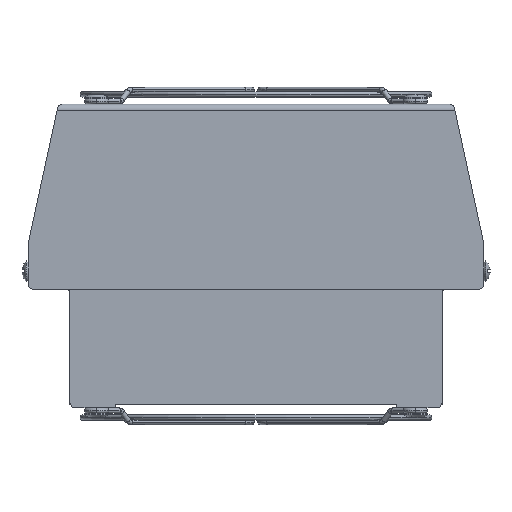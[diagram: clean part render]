
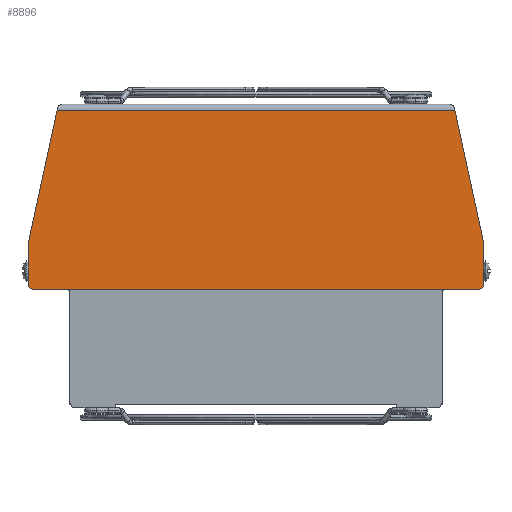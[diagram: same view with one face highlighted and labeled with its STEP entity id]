
A CAD part, left-side view. The second image highlights one B-rep face of the part: STEP entity #8896.
In plain terms, the highlighted planar face has unit normal (-1, 0, 0).
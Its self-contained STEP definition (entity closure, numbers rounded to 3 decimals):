
#3 = ORIENTED_EDGE ( 'NONE', *, *, #6177, .T. ) ;
#94 = CARTESIAN_POINT ( 'NONE',  ( -65., -74., -59. ) ) ;
#101 = FACE_OUTER_BOUND ( 'NONE', #9606, .T. ) ;
#352 = EDGE_CURVE ( 'NONE', #3407, #3560, #1605, .T. ) ;
#401 = DIRECTION ( 'NONE',  ( 0., 1., 0. ) ) ;
#405 = VERTEX_POINT ( 'NONE', #4815 ) ;
#424 = LINE ( 'NONE', #4219, #3827 ) ;
#632 = AXIS2_PLACEMENT_3D ( 'NONE', #1200, #7107, #6454 ) ;
#671 = DIRECTION ( 'NONE',  ( 0., -1., 0. ) ) ;
#735 = AXIS2_PLACEMENT_3D ( 'NONE', #94, #7652, #7581 ) ;
#916 = VERTEX_POINT ( 'NONE', #9394 ) ;
#1024 = CARTESIAN_POINT ( 'NONE',  ( -65., 73., -59. ) ) ;
#1050 = EDGE_CURVE ( 'NONE', #4935, #7443, #424, .T. ) ;
#1085 = LINE ( 'NONE', #8855, #2478 ) ;
#1200 = CARTESIAN_POINT ( 'NONE',  ( -65., -73., -46.215 ) ) ;
#1605 = LINE ( 'NONE', #6629, #2076 ) ;
#1655 = CIRCLE ( 'NONE', #2035, 2. ) ;
#1745 = CARTESIAN_POINT ( 'NONE',  ( -65., 65., 0. ) ) ;
#1906 = EDGE_CURVE ( 'NONE', #3560, #4935, #6185, .T. ) ;
#2035 = AXIS2_PLACEMENT_3D ( 'NONE', #5654, #2665, #3490 ) ;
#2076 = VECTOR ( 'NONE', #9246, 1000. ) ;
#2094 = EDGE_CURVE ( 'NONE', #3785, #3407, #9503, .T. ) ;
#2174 = DIRECTION ( 'NONE',  ( 0., 0., -1. ) ) ;
#2478 = VECTOR ( 'NONE', #6479, 1000. ) ;
#2665 = DIRECTION ( 'NONE',  ( -1., 0., 0. ) ) ;
#2693 = CARTESIAN_POINT ( 'NONE',  ( -65., -74.954, -45.79 ) ) ;
#2904 = CARTESIAN_POINT ( 'NONE',  ( -65., -75., -59. ) ) ;
#3074 = LINE ( 'NONE', #6704, #9079 ) ;
#3144 = AXIS2_PLACEMENT_3D ( 'NONE', #5330, #8988, #2174 ) ;
#3407 = VERTEX_POINT ( 'NONE', #2904 ) ;
#3474 = CARTESIAN_POINT ( 'NONE',  ( -65., 65.435, -2. ) ) ;
#3490 = DIRECTION ( 'NONE',  ( 0., 0., -1. ) ) ;
#3533 = DIRECTION ( 'NONE',  ( 0., 0.212, 0.977 ) ) ;
#3560 = VERTEX_POINT ( 'NONE', #5491 ) ;
#3670 = ORIENTED_EDGE ( 'NONE', *, *, #7018, .T. ) ;
#3785 = VERTEX_POINT ( 'NONE', #4541 ) ;
#3823 = PLANE ( 'NONE',  #735 ) ;
#3827 = VECTOR ( 'NONE', #3533, 1000. ) ;
#4108 = AXIS2_PLACEMENT_3D ( 'NONE', #1024, #4762, #5449 ) ;
#4219 = CARTESIAN_POINT ( 'NONE',  ( -65., -65., 0. ) ) ;
#4242 = VERTEX_POINT ( 'NONE', #7257 ) ;
#4384 = VERTEX_POINT ( 'NONE', #8381 ) ;
#4465 = VECTOR ( 'NONE', #4890, 1000. ) ;
#4541 = CARTESIAN_POINT ( 'NONE',  ( -65., -73., -61. ) ) ;
#4762 = DIRECTION ( 'NONE',  ( -1., 0., 0. ) ) ;
#4815 = CARTESIAN_POINT ( 'NONE',  ( -65., 75., -59. ) ) ;
#4890 = DIRECTION ( 'NONE',  ( 0., 0.212, -0.977 ) ) ;
#4935 = VERTEX_POINT ( 'NONE', #2693 ) ;
#4986 = EDGE_CURVE ( 'NONE', #4384, #405, #1085, .T. ) ;
#5330 = CARTESIAN_POINT ( 'NONE',  ( -65., -73., -59. ) ) ;
#5449 = DIRECTION ( 'NONE',  ( 0., 0., -1. ) ) ;
#5491 = CARTESIAN_POINT ( 'NONE',  ( -65., -75., -46.215 ) ) ;
#5613 = ORIENTED_EDGE ( 'NONE', *, *, #6381, .T. ) ;
#5654 = CARTESIAN_POINT ( 'NONE',  ( -65., 73., -46.215 ) ) ;
#6177 = EDGE_CURVE ( 'NONE', #916, #3785, #3074, .T. ) ;
#6185 = CIRCLE ( 'NONE', #632, 2. ) ;
#6251 = ORIENTED_EDGE ( 'NONE', *, *, #1050, .T. ) ;
#6381 = EDGE_CURVE ( 'NONE', #405, #916, #7556, .T. ) ;
#6454 = DIRECTION ( 'NONE',  ( 0., 0., -1. ) ) ;
#6479 = DIRECTION ( 'NONE',  ( 0., 0., -1. ) ) ;
#6629 = CARTESIAN_POINT ( 'NONE',  ( -65., -75., -46. ) ) ;
#6704 = CARTESIAN_POINT ( 'NONE',  ( -65., -75., -61. ) ) ;
#6922 = ORIENTED_EDGE ( 'NONE', *, *, #7523, .T. ) ;
#6929 = CARTESIAN_POINT ( 'NONE',  ( -65., -65.435, -2. ) ) ;
#6998 = CARTESIAN_POINT ( 'NONE',  ( -65., -74., -2. ) ) ;
#7018 = EDGE_CURVE ( 'NONE', #4242, #4384, #1655, .T. ) ;
#7044 = LINE ( 'NONE', #6998, #9626 ) ;
#7107 = DIRECTION ( 'NONE',  ( -1., 0., 0. ) ) ;
#7257 = CARTESIAN_POINT ( 'NONE',  ( -65., 74.954, -45.79 ) ) ;
#7443 = VERTEX_POINT ( 'NONE', #6929 ) ;
#7523 = EDGE_CURVE ( 'NONE', #8689, #4242, #7524, .T. ) ;
#7524 = LINE ( 'NONE', #1745, #4465 ) ;
#7556 = CIRCLE ( 'NONE', #4108, 2. ) ;
#7581 = DIRECTION ( 'NONE',  ( 0., 0., 1. ) ) ;
#7652 = DIRECTION ( 'NONE',  ( -1., 0., 0. ) ) ;
#7978 = ORIENTED_EDGE ( 'NONE', *, *, #2094, .T. ) ;
#8147 = EDGE_CURVE ( 'NONE', #7443, #8689, #7044, .T. ) ;
#8381 = CARTESIAN_POINT ( 'NONE',  ( -65., 75., -46.215 ) ) ;
#8388 = ORIENTED_EDGE ( 'NONE', *, *, #8147, .T. ) ;
#8507 = ORIENTED_EDGE ( 'NONE', *, *, #352, .T. ) ;
#8689 = VERTEX_POINT ( 'NONE', #3474 ) ;
#8730 = ORIENTED_EDGE ( 'NONE', *, *, #4986, .T. ) ;
#8855 = CARTESIAN_POINT ( 'NONE',  ( -65., 75., -46. ) ) ;
#8896 = ADVANCED_FACE ( 'NONE', ( #101 ), #3823, .T. ) ;
#8988 = DIRECTION ( 'NONE',  ( -1., 0., 0. ) ) ;
#9079 = VECTOR ( 'NONE', #671, 1000. ) ;
#9115 = ORIENTED_EDGE ( 'NONE', *, *, #1906, .T. ) ;
#9246 = DIRECTION ( 'NONE',  ( 0., 0., 1. ) ) ;
#9394 = CARTESIAN_POINT ( 'NONE',  ( -65., 73., -61. ) ) ;
#9503 = CIRCLE ( 'NONE', #3144, 2. ) ;
#9606 = EDGE_LOOP ( 'NONE', ( #6251, #8388, #6922, #3670, #8730, #5613, #3, #7978, #8507, #9115 ) ) ;
#9626 = VECTOR ( 'NONE', #401, 1000. ) ;
